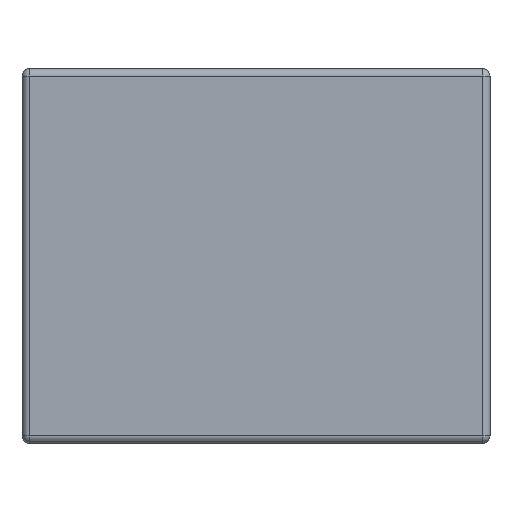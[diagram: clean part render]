
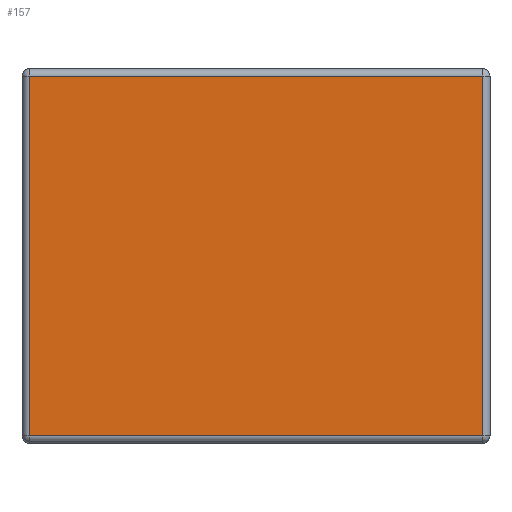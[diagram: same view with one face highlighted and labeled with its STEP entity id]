
A CAD part, front view. The second image highlights one B-rep face of the part: STEP entity #157.
In plain terms, the highlighted planar face has unit normal (0, -1, 0).
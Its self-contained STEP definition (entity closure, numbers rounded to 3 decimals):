
#157 = ADVANCED_FACE( '', ( #279 ), #280, .T. );
#279 = FACE_OUTER_BOUND( '', #377, .T. );
#280 = PLANE( '', #378 );
#377 = EDGE_LOOP( '', ( #606, #607, #608, #609 ) );
#378 = AXIS2_PLACEMENT_3D( '', #610, #611, #612 );
#606 = ORIENTED_EDGE( '', *, *, #674, .T. );
#607 = ORIENTED_EDGE( '', *, *, #686, .T. );
#608 = ORIENTED_EDGE( '', *, *, #660, .T. );
#609 = ORIENTED_EDGE( '', *, *, #671, .T. );
#610 = CARTESIAN_POINT( '', ( -0.625, -0.5, -0.5 ) );
#611 = DIRECTION( '', ( 0., -1., 0. ) );
#612 = DIRECTION( '', ( 0., 0., -1. ) );
#660 = EDGE_CURVE( '', #744, #739, #774, .T. );
#671 = EDGE_CURVE( '', #739, #776, #790, .T. );
#674 = EDGE_CURVE( '', #776, #792, #794, .T. );
#686 = EDGE_CURVE( '', #792, #744, #809, .T. );
#739 = VERTEX_POINT( '', #876 );
#744 = VERTEX_POINT( '', #881 );
#774 = LINE( '', #920, #921 );
#776 = VERTEX_POINT( '', #923 );
#790 = LINE( '', #941, #942 );
#792 = VERTEX_POINT( '', #944 );
#794 = LINE( '', #946, #947 );
#809 = LINE( '', #965, #966 );
#876 = CARTESIAN_POINT( '', ( 0.605, -0.5, 0.48 ) );
#881 = CARTESIAN_POINT( '', ( 0.605, -0.5, -0.48 ) );
#920 = CARTESIAN_POINT( '', ( 0.605, -0.5, 0.5 ) );
#921 = VECTOR( '', #1044, 1000. );
#923 = CARTESIAN_POINT( '', ( -0.605, -0.5, 0.48 ) );
#941 = CARTESIAN_POINT( '', ( -0.625, -0.5, 0.48 ) );
#942 = VECTOR( '', #1058, 1000. );
#944 = CARTESIAN_POINT( '', ( -0.605, -0.5, -0.48 ) );
#946 = CARTESIAN_POINT( '', ( -0.605, -0.5, -0.5 ) );
#947 = VECTOR( '', #1062, 1000. );
#965 = CARTESIAN_POINT( '', ( 0.625, -0.5, -0.48 ) );
#966 = VECTOR( '', #1081, 1000. );
#1044 = DIRECTION( '', ( 0., 0., 1. ) );
#1058 = DIRECTION( '', ( -1., 0., 0. ) );
#1062 = DIRECTION( '', ( 0., 0., -1. ) );
#1081 = DIRECTION( '', ( 1., 0., 0. ) );
